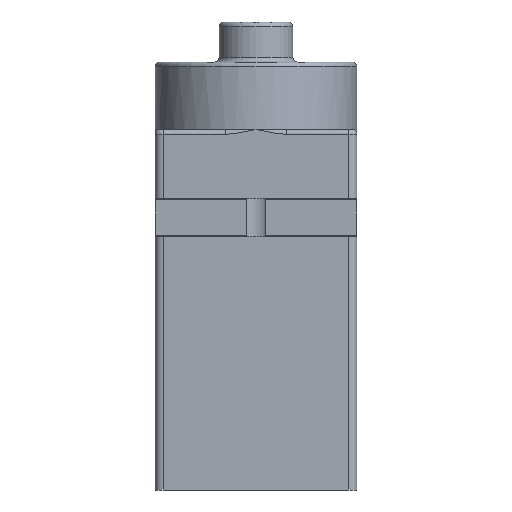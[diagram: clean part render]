
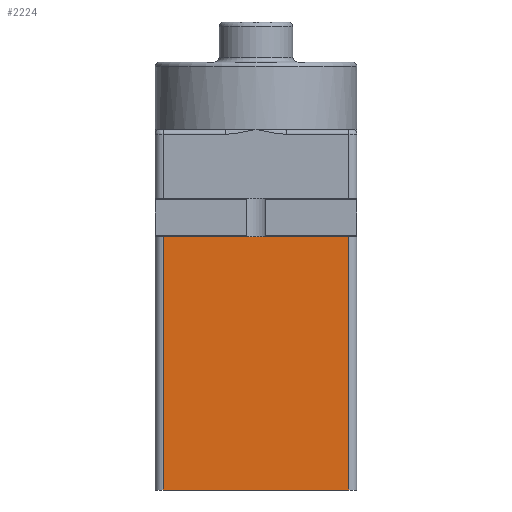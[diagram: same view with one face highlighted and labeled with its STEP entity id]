
A CAD part, front view. The second image highlights one B-rep face of the part: STEP entity #2224.
In plain terms, the highlighted planar face has unit normal (0, -1, 0).
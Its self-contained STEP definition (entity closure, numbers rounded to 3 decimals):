
#175 = CARTESIAN_POINT ( 'NONE',  ( 5.8, -11.5, 15.8 ) ) ;
#249 = EDGE_CURVE ( 'NONE', #1854, #3962, #1917, .T. ) ;
#338 = CARTESIAN_POINT ( 'NONE',  ( -5.8, -11.5, 0. ) ) ;
#440 = LINE ( 'NONE', #2582, #2381 ) ;
#442 = VERTEX_POINT ( 'NONE', #175 ) ;
#492 = CARTESIAN_POINT ( 'NONE',  ( 0., -11.5, 0. ) ) ;
#762 = CARTESIAN_POINT ( 'NONE',  ( 5.8, -11.5, 15.8 ) ) ;
#817 = DIRECTION ( 'NONE',  ( -1., 0., 0. ) ) ;
#873 = CARTESIAN_POINT ( 'NONE',  ( -5.8, -11.5, 15.8 ) ) ;
#973 = LINE ( 'NONE', #762, #3964 ) ;
#994 = AXIS2_PLACEMENT_3D ( 'NONE', #3847, #2348, #3908 ) ;
#1235 = ORIENTED_EDGE ( 'NONE', *, *, #249, .T. ) ;
#1270 = CARTESIAN_POINT ( 'NONE',  ( 5.8, -11.5, 0. ) ) ;
#1432 = DIRECTION ( 'NONE',  ( 0., 0., -1. ) ) ;
#1435 = PLANE ( 'NONE',  #994 ) ;
#1501 = VECTOR ( 'NONE', #1718, 1000. ) ;
#1718 = DIRECTION ( 'NONE',  ( -1., 0., 0. ) ) ;
#1854 = VERTEX_POINT ( 'NONE', #873 ) ;
#1917 = LINE ( 'NONE', #3264, #2571 ) ;
#2139 = EDGE_CURVE ( 'NONE', #3429, #442, #973, .T. ) ;
#2224 = ADVANCED_FACE ( 'NONE', ( #3222 ), #1435, .T. ) ;
#2232 = ORIENTED_EDGE ( 'NONE', *, *, #3034, .F. ) ;
#2348 = DIRECTION ( 'NONE',  ( 0., -1., 0. ) ) ;
#2381 = VECTOR ( 'NONE', #817, 1000. ) ;
#2496 = ORIENTED_EDGE ( 'NONE', *, *, #2139, .T. ) ;
#2571 = VECTOR ( 'NONE', #1432, 1000. ) ;
#2582 = CARTESIAN_POINT ( 'NONE',  ( 0., -11.5, 15.8 ) ) ;
#2885 = DIRECTION ( 'NONE',  ( 0., 0., 1. ) ) ;
#2960 = ORIENTED_EDGE ( 'NONE', *, *, #3507, .T. ) ;
#3007 = EDGE_LOOP ( 'NONE', ( #2232, #2496, #2960, #1235 ) ) ;
#3034 = EDGE_CURVE ( 'NONE', #3429, #3962, #3616, .T. ) ;
#3222 = FACE_OUTER_BOUND ( 'NONE', #3007, .T. ) ;
#3264 = CARTESIAN_POINT ( 'NONE',  ( -5.8, -11.5, 22.5 ) ) ;
#3429 = VERTEX_POINT ( 'NONE', #1270 ) ;
#3507 = EDGE_CURVE ( 'NONE', #442, #1854, #440, .T. ) ;
#3616 = LINE ( 'NONE', #492, #1501 ) ;
#3847 = CARTESIAN_POINT ( 'NONE',  ( 0., -11.5, 22.5 ) ) ;
#3908 = DIRECTION ( 'NONE',  ( 0., 0., -1. ) ) ;
#3962 = VERTEX_POINT ( 'NONE', #338 ) ;
#3964 = VECTOR ( 'NONE', #2885, 1000. ) ;
